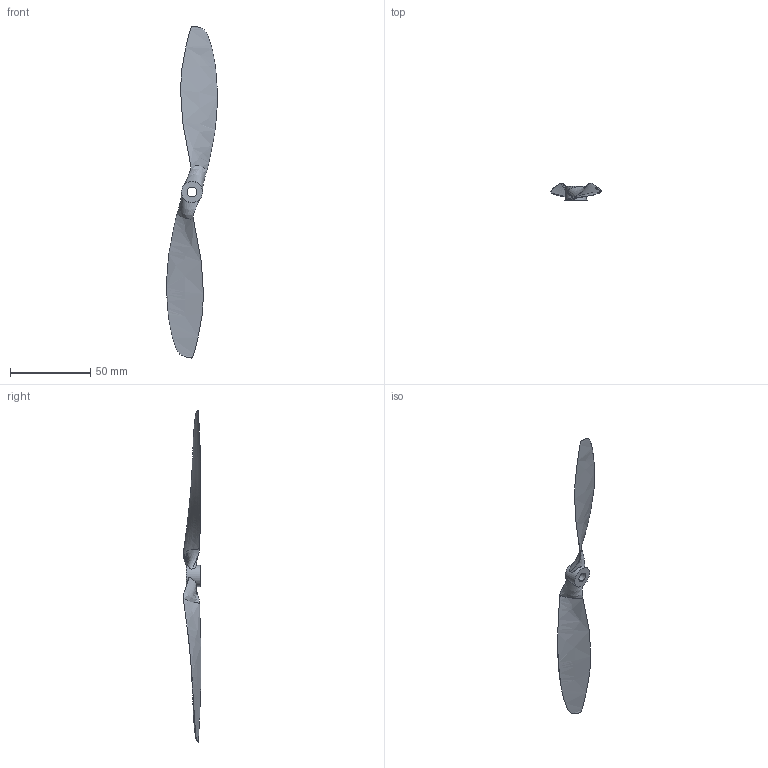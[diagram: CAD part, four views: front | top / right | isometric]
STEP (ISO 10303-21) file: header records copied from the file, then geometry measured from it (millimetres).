
FILE_DESCRIPTION (( 'STEP AP203' ), '1' );
FILE_NAME ('APC 8X3.8 Slow Flyer_Valor predeterminado_sldprt.STEP', '2024-02-23T00:19:34', ( '' ), ( '' ), 'SwSTEP 2.0', 'SolidWorks 2023', '' );
FILE_SCHEMA (( 'CONFIG_CONTROL_DESIGN' ));
Length unit declared in the file: millimetre
Products named in the file (1): APC 8X3.8 Slow Flyer_Valor predeterminado_sldprt
Bounding box: 31.98 x 10.99 x 207.41 mm (x, y, z)
Volume: 3717.8 mm3; surface area: 8179.7 mm2
Topology: 1 solids, 1 shells, 137 faces, 371 edges, 244 vertices
Faces by surface type: bspline 103, plane 28, cylinder 6
Entity records: 22487 total; most frequent: CARTESIAN_POINT 19755, ORIENTED_EDGE 734, EDGE_CURVE 367, B_SPLINE_CURVE_WITH_KNOTS 244, VERTEX_POINT 244, DIRECTION 205, EDGE_LOOP 151, ADVANCED_FACE 137
